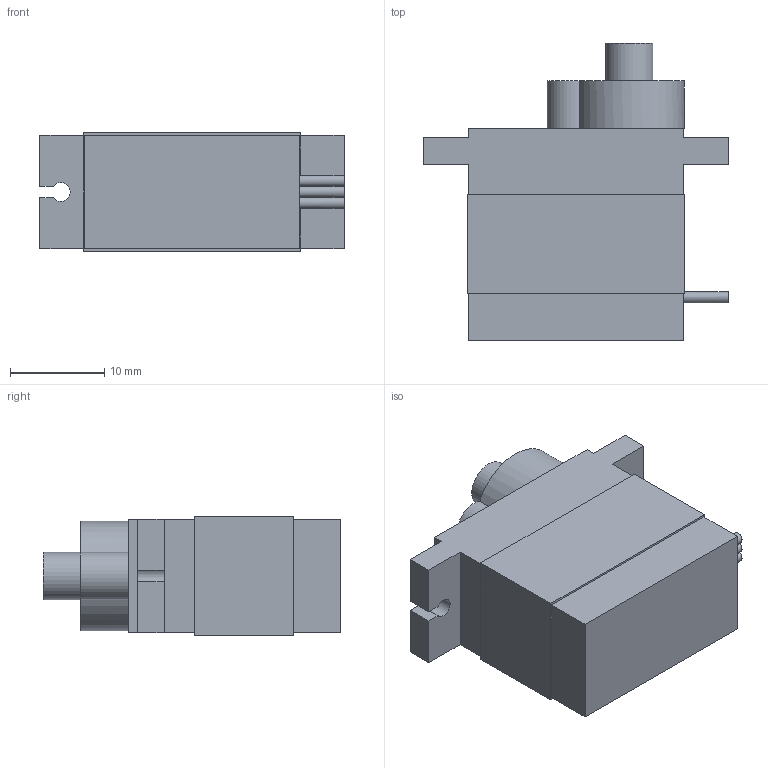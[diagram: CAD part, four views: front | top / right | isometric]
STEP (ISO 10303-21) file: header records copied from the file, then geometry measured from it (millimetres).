
FILE_DESCRIPTION(/* description */ (''),/* implementation_level */ '2;1');
FILE_NAME(/* name */ 'MG90_Rebuild.step',/* time_stamp */ '2019-07-24T16:34:07+08:00',/* author */ (''),/* organization */ (''),/* preprocessor_version */ 'ST-DEVELOPER v18',/* originating_system */ 'Autodesk Translation Framework v8.2.0.1029',/* authorisation */ '');
FILE_SCHEMA (('AUTOMOTIVE_DESIGN { 1 0 10303 214 3 1 1 }'));
Length unit declared in the file: millimetre
Products named in the file (1): MG90_Rebuild
Bounding box: 32.2 x 31.5 x 12.5 mm (x, y, z)
Volume: 7261.7 mm3; surface area: 2800.5 mm2
Topology: 1 solids, 1 shells, 48 faces, 127 edges, 84 vertices
Faces by surface type: plane 39, cylinder 9
Full cylindrical faces by diameter (mm): 1.167 x3, 2.2 x1, 5 x1
Entity records: 1514 total; most frequent: CARTESIAN_POINT 260, ORIENTED_EDGE 254, DIRECTION 251, EDGE_CURVE 127, LINE 101, VECTOR 101, VERTEX_POINT 84, AXIS2_PLACEMENT_3D 75
